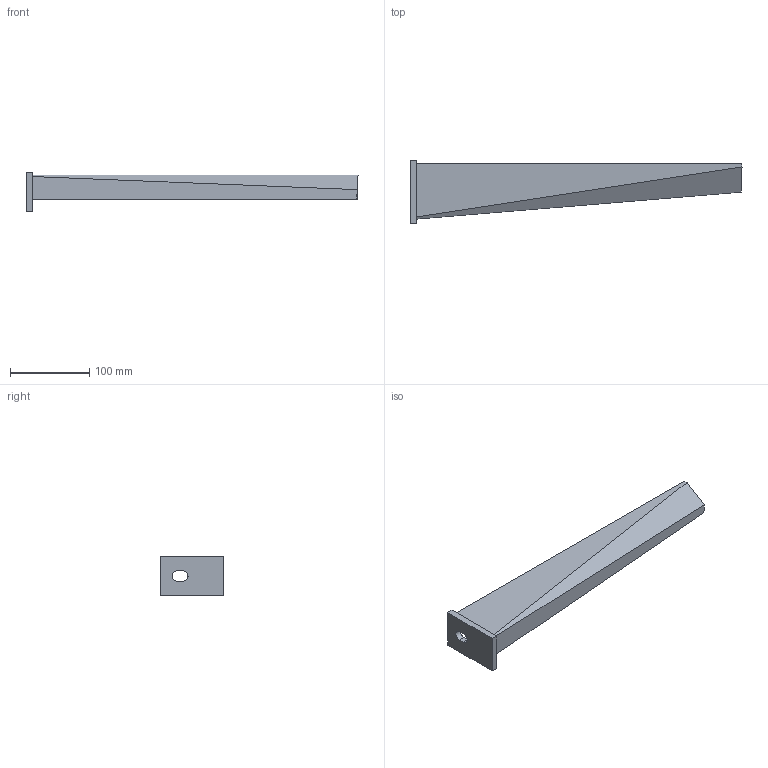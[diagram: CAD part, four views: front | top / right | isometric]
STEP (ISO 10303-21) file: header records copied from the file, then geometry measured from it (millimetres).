
FILE_DESCRIPTION (( 'STEP AP214' ), '1' );
FILE_NAME ('6443346.stp', '2020-09-21T12:58:42', ( '' ), ( '' ), 'SwSTEP 2.0', 'SolidWorks 2020', '' );
FILE_SCHEMA (( 'AUTOMOTIVE_DESIGN' ));
Length unit declared in the file: millimetre
Products named in the file (3): 114005_AW 30 41; 6443346; KTS 04.020-006_L=80, t=8, L.loch=13
Assembly tree (2 placements, depth 2):
  6443346
    114005_AW 30 41
    KTS 04.020-006_L=80, t=8, L.loch=13
Bounding box: 418.1 x 80 x 50 mm (x, y, z)
Volume: 110988 mm3; surface area: 93889.1 mm2
Topology: 2 solids, 2 shells, 55 faces, 153 edges, 102 vertices
Faces by surface type: plane 37, cylinder 14, bspline 4
Entity records: 2231 total; most frequent: CARTESIAN_POINT 435, ORIENTED_EDGE 306, DIRECTION 269, EDGE_CURVE 153, VERTEX_POINT 102, LINE 101, VECTOR 101, AXIS2_PLACEMENT_3D 84
